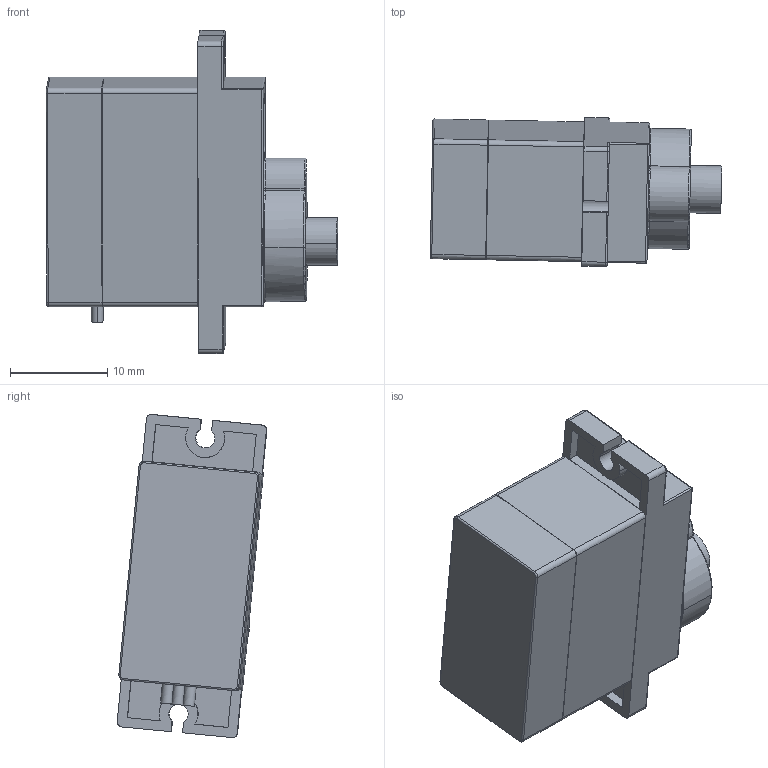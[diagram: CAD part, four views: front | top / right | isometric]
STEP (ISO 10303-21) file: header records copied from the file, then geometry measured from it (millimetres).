
FILE_DESCRIPTION(('CATIA V5 STEP Exchange'),'2;1');
FILE_NAME('sg90.stp','2020-04-17T16:21:55+00:00',('none'),('none'),'CATIA Version 5 Release 20 GA (IN-10)','CATIA V5 STEP AP203','none');
FILE_SCHEMA(('CONFIG_CONTROL_DESIGN'));
Length unit declared in the file: millimetre
Products named in the file (1): microservoAssembly
Assembly tree (1 placements, depth 2):
  microservoAssembly
    #58
Bounding box: 29.99 x 15.39 x 33.25 mm (x, y, z)
Volume: 7090.7 mm3; surface area: 2787.7 mm2
Topology: 1 solids, 1 shells, 233 faces, 572 edges, 346 vertices
Faces by surface type: cylinder 77, bspline 72, plane 63, torus 17, sphere 4
Entity records: 7924 total; most frequent: CARTESIAN_POINT 3065, ORIENTED_EDGE 1136, DIRECTION 695, EDGE_CURVE 568, VERTEX_POINT 346, AXIS2_PLACEMENT_3D 299, EDGE_LOOP 242, VECTOR 233
